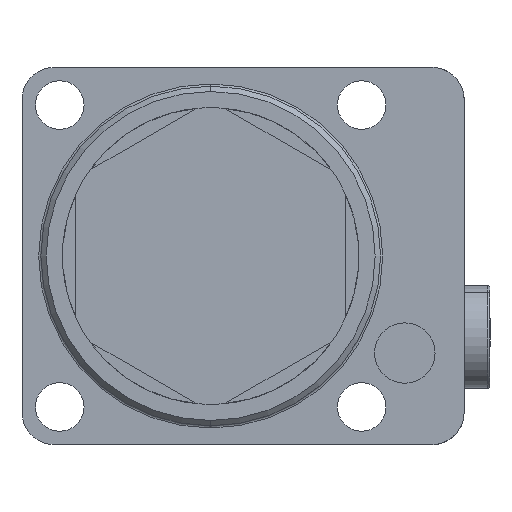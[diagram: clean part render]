
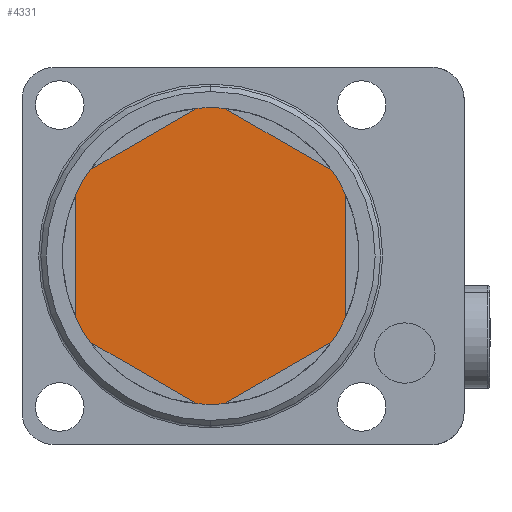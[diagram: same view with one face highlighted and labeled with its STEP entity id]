
A CAD part, front view. The second image highlights one B-rep face of the part: STEP entity #4331.
In plain terms, the highlighted planar face has unit normal (0, -1, 0).
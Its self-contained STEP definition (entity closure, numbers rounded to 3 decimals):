
#350 = VERTEX_POINT ( 'NONE', #1589 ) ;
#363 = VERTEX_POINT ( 'NONE', #1539 ) ;
#415 = VERTEX_POINT ( 'NONE', #1609 ) ;
#416 = VERTEX_POINT ( 'NONE', #1608 ) ;
#420 = VERTEX_POINT ( 'NONE', #1604 ) ;
#421 = VERTEX_POINT ( 'NONE', #1603 ) ;
#424 = VERTEX_POINT ( 'NONE', #1600 ) ;
#425 = VERTEX_POINT ( 'NONE', #1599 ) ;
#442 = VERTEX_POINT ( 'NONE', #1580 ) ;
#461 = VERTEX_POINT ( 'NONE', #1558 ) ;
#462 = VERTEX_POINT ( 'NONE', #1557 ) ;
#468 = VERTEX_POINT ( 'NONE', #1549 ) ;
#469 = VERTEX_POINT ( 'NONE', #1548 ) ;
#472 = VERTEX_POINT ( 'NONE', #1545 ) ;
#661 = CIRCLE ( 'NONE', #4036, 27.5 ) ;
#669 = CIRCLE ( 'NONE', #4039, 27.5 ) ;
#677 = CIRCLE ( 'NONE', #4041, 27.5 ) ;
#686 = CIRCLE ( 'NONE', #4043, 27.5 ) ;
#739 = EDGE_LOOP ( 'NONE', ( #887, #886, #885, #884, #883, #882, #796, #852, #867, #785, #786, #787, #788, #789 ) ) ;
#785 = ORIENTED_EDGE ( 'NONE', *, *, #3915, .T. ) ;
#786 = ORIENTED_EDGE ( 'NONE', *, *, #4130, .T. ) ;
#787 = ORIENTED_EDGE ( 'NONE', *, *, #4136, .T. ) ;
#788 = ORIENTED_EDGE ( 'NONE', *, *, #4126, .T. ) ;
#789 = ORIENTED_EDGE ( 'NONE', *, *, #4137, .T. ) ;
#796 = ORIENTED_EDGE ( 'NONE', *, *, #4134, .T. ) ;
#852 = ORIENTED_EDGE ( 'NONE', *, *, #3934, .T. ) ;
#867 = ORIENTED_EDGE ( 'NONE', *, *, #4135, .T. ) ;
#882 = ORIENTED_EDGE ( 'NONE', *, *, #3951, .T. ) ;
#883 = ORIENTED_EDGE ( 'NONE', *, *, #4133, .T. ) ;
#884 = ORIENTED_EDGE ( 'NONE', *, *, #3906, .T. ) ;
#885 = ORIENTED_EDGE ( 'NONE', *, *, #4118, .T. ) ;
#886 = ORIENTED_EDGE ( 'NONE', *, *, #4132, .T. ) ;
#887 = ORIENTED_EDGE ( 'NONE', *, *, #4122, .T. ) ;
#1539 = CARTESIAN_POINT ( 'NONE',  ( 2.578, -25., -27.379 ) ) ;
#1545 = CARTESIAN_POINT ( 'NONE',  ( -2.578, -25., 27.379 ) ) ;
#1548 = CARTESIAN_POINT ( 'NONE',  ( -22.422, -25., 15.922 ) ) ;
#1549 = CARTESIAN_POINT ( 'NONE',  ( -25., -25., 11.456 ) ) ;
#1557 = CARTESIAN_POINT ( 'NONE',  ( -22.422, -25., -15.922 ) ) ;
#1558 = CARTESIAN_POINT ( 'NONE',  ( -25., -25., -11.456 ) ) ;
#1580 = CARTESIAN_POINT ( 'NONE',  ( -2.578, -25., -27.379 ) ) ;
#1589 = CARTESIAN_POINT ( 'NONE',  ( 2.578, -25., 27.379 ) ) ;
#1599 = CARTESIAN_POINT ( 'NONE',  ( 22.422, -25., -15.922 ) ) ;
#1600 = CARTESIAN_POINT ( 'NONE',  ( 25., -25., -11.456 ) ) ;
#1603 = CARTESIAN_POINT ( 'NONE',  ( 25., -25., 11.456 ) ) ;
#1604 = CARTESIAN_POINT ( 'NONE',  ( 22.422, -25., 15.922 ) ) ;
#1608 = CARTESIAN_POINT ( 'NONE',  ( 0., -25., 27.5 ) ) ;
#1609 = CARTESIAN_POINT ( 'NONE',  ( 0., -25., -27.5 ) ) ;
#1989 = DIRECTION ( 'NONE',  ( 0., 0., -1. ) ) ;
#1990 = CARTESIAN_POINT ( 'NONE',  ( -25., -25., 0. ) ) ;
#1991 = DIRECTION ( 'NONE',  ( -0.866, 0., -0.5 ) ) ;
#1992 = CARTESIAN_POINT ( 'NONE',  ( -12.5, -25., 21.651 ) ) ;
#1993 = DIRECTION ( 'NONE',  ( -0.866, 0., 0.5 ) ) ;
#1994 = CARTESIAN_POINT ( 'NONE',  ( 12.5, -25., 21.651 ) ) ;
#1995 = DIRECTION ( 'NONE',  ( 0., 0., 1. ) ) ;
#1996 = CARTESIAN_POINT ( 'NONE',  ( 25., -25., 0. ) ) ;
#1997 = DIRECTION ( 'NONE',  ( 0.866, 0., 0.5 ) ) ;
#1998 = CARTESIAN_POINT ( 'NONE',  ( 12.5, -25., -21.651 ) ) ;
#2002 = DIRECTION ( 'NONE',  ( 0., 0., -1. ) ) ;
#2003 = DIRECTION ( 'NONE',  ( 0., -1., 0. ) ) ;
#2004 = CARTESIAN_POINT ( 'NONE',  ( 0., -25., 0. ) ) ;
#2005 = DIRECTION ( 'NONE',  ( 0.866, 0., -0.5 ) ) ;
#2008 = CARTESIAN_POINT ( 'NONE',  ( -12.5, -25., -21.651 ) ) ;
#2017 = DIRECTION ( 'NONE',  ( 0., 0., -1. ) ) ;
#2018 = DIRECTION ( 'NONE',  ( 0., -1., 0. ) ) ;
#2019 = CARTESIAN_POINT ( 'NONE',  ( 0., -25., 0. ) ) ;
#2035 = DIRECTION ( 'NONE',  ( 0., 0., -1. ) ) ;
#2036 = DIRECTION ( 'NONE',  ( 0., -1., 0. ) ) ;
#2037 = CARTESIAN_POINT ( 'NONE',  ( 0., -25., 0. ) ) ;
#2047 = DIRECTION ( 'NONE',  ( 0., 0., -1. ) ) ;
#2048 = DIRECTION ( 'NONE',  ( 0., -1., 0. ) ) ;
#2049 = CARTESIAN_POINT ( 'NONE',  ( 0., -25., 0. ) ) ;
#2096 = DIRECTION ( 'NONE',  ( 0., -1., 0. ) ) ;
#2098 = DIRECTION ( 'NONE',  ( 0., 0., -1. ) ) ;
#2102 = CARTESIAN_POINT ( 'NONE',  ( 0., -25., 0. ) ) ;
#2126 = DIRECTION ( 'NONE',  ( 0., 0., -1. ) ) ;
#2132 = CARTESIAN_POINT ( 'NONE',  ( 0., -25., 0. ) ) ;
#2154 = DIRECTION ( 'NONE',  ( 0., -1., 0. ) ) ;
#2170 = DIRECTION ( 'NONE',  ( 0., 0., -1. ) ) ;
#2175 = DIRECTION ( 'NONE',  ( 0., -1., 0. ) ) ;
#2176 = CARTESIAN_POINT ( 'NONE',  ( 0., -25., 0. ) ) ;
#2213 = DIRECTION ( 'NONE',  ( 0., 0., -1. ) ) ;
#2221 = DIRECTION ( 'NONE',  ( 0., -1., 0. ) ) ;
#2226 = CARTESIAN_POINT ( 'NONE',  ( 0., -25., 0. ) ) ;
#2666 = FACE_OUTER_BOUND ( 'NONE', #739, .T. ) ;
#2936 = VECTOR ( 'NONE', #1989, 1000. ) ;
#2938 = VECTOR ( 'NONE', #1991, 1000. ) ;
#2939 = LINE ( 'NONE', #1990, #2936 ) ;
#2940 = VECTOR ( 'NONE', #1993, 1000. ) ;
#2941 = LINE ( 'NONE', #1992, #2938 ) ;
#2942 = VECTOR ( 'NONE', #1995, 1000. ) ;
#2943 = LINE ( 'NONE', #1994, #2940 ) ;
#2944 = VECTOR ( 'NONE', #1997, 1000. ) ;
#2945 = LINE ( 'NONE', #1996, #2942 ) ;
#2946 = VECTOR ( 'NONE', #2005, 1000. ) ;
#2947 = LINE ( 'NONE', #1998, #2944 ) ;
#2948 = LINE ( 'NONE', #2008, #2946 ) ;
#2951 = CIRCLE ( 'NONE', #3998, 27.5 ) ;
#2957 = CIRCLE ( 'NONE', #4000, 27.5 ) ;
#2963 = CIRCLE ( 'NONE', #4002, 27.5 ) ;
#2968 = CIRCLE ( 'NONE', #4004, 27.5 ) ;
#3268 = DIRECTION ( 'NONE',  ( 0., 0., -1. ) ) ;
#3269 = DIRECTION ( 'NONE',  ( 0., -1., 0. ) ) ;
#3271 = PLANE ( 'NONE',  #3864 ) ;
#3274 = CARTESIAN_POINT ( 'NONE',  ( 0., -25., 0. ) ) ;
#3864 = AXIS2_PLACEMENT_3D ( 'NONE', #3274, #3269, #3268 ) ;
#3906 = EDGE_CURVE ( 'NONE', #415, #363, #686, .T. ) ;
#3915 = EDGE_CURVE ( 'NONE', #350, #416, #677, .T. ) ;
#3934 = EDGE_CURVE ( 'NONE', #421, #420, #669, .T. ) ;
#3951 = EDGE_CURVE ( 'NONE', #425, #424, #661, .T. ) ;
#3998 = AXIS2_PLACEMENT_3D ( 'NONE', #2004, #2003, #2002 ) ;
#4000 = AXIS2_PLACEMENT_3D ( 'NONE', #2019, #2018, #2017 ) ;
#4002 = AXIS2_PLACEMENT_3D ( 'NONE', #2037, #2036, #2035 ) ;
#4004 = AXIS2_PLACEMENT_3D ( 'NONE', #2049, #2048, #2047 ) ;
#4036 = AXIS2_PLACEMENT_3D ( 'NONE', #2102, #2096, #2098 ) ;
#4039 = AXIS2_PLACEMENT_3D ( 'NONE', #2132, #2154, #2126 ) ;
#4041 = AXIS2_PLACEMENT_3D ( 'NONE', #2176, #2175, #2170 ) ;
#4043 = AXIS2_PLACEMENT_3D ( 'NONE', #2226, #2221, #2213 ) ;
#4118 = EDGE_CURVE ( 'NONE', #442, #415, #2968, .T. ) ;
#4122 = EDGE_CURVE ( 'NONE', #461, #462, #2963, .T. ) ;
#4126 = EDGE_CURVE ( 'NONE', #469, #468, #2957, .T. ) ;
#4130 = EDGE_CURVE ( 'NONE', #416, #472, #2951, .T. ) ;
#4132 = EDGE_CURVE ( 'NONE', #462, #442, #2948, .T. ) ;
#4133 = EDGE_CURVE ( 'NONE', #363, #425, #2947, .T. ) ;
#4134 = EDGE_CURVE ( 'NONE', #424, #421, #2945, .T. ) ;
#4135 = EDGE_CURVE ( 'NONE', #420, #350, #2943, .T. ) ;
#4136 = EDGE_CURVE ( 'NONE', #472, #469, #2941, .T. ) ;
#4137 = EDGE_CURVE ( 'NONE', #468, #461, #2939, .T. ) ;
#4331 = ADVANCED_FACE ( 'NONE', ( #2666 ), #3271, .T. ) ;
